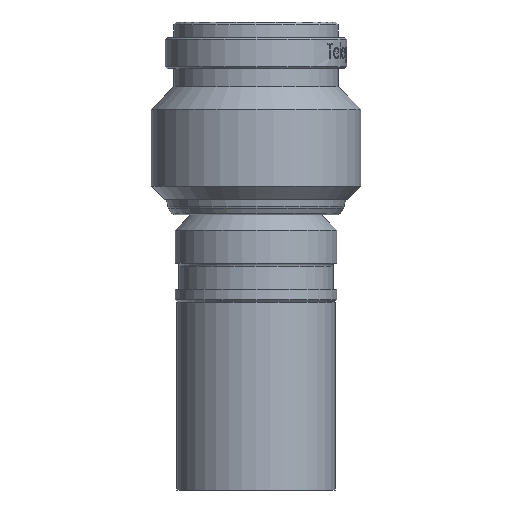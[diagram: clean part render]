
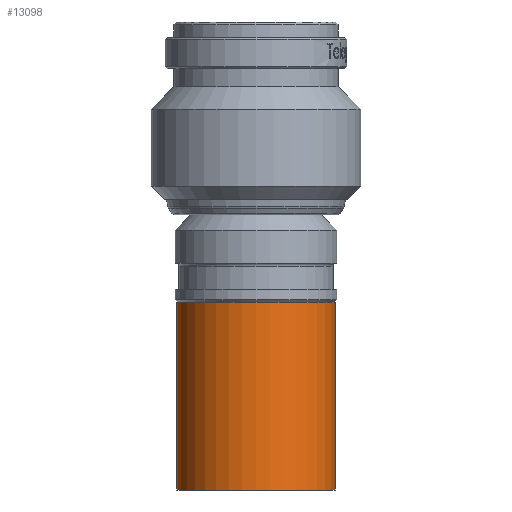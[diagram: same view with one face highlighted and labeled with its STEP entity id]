
A CAD part, front view. The second image highlights one B-rep face of the part: STEP entity #13098.
In plain terms, the highlighted cylindrical face has radius 6.125 mm (diameter 12.25 mm), a partial arc.
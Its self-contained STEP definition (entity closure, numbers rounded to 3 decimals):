
#615 = CARTESIAN_POINT ( 'NONE',  ( 0., 0., -20.382 ) ) ;
#672 = DIRECTION ( 'NONE',  ( 1., 0., 0. ) ) ;
#1399 = CARTESIAN_POINT ( 'NONE',  ( 0., 0., -20.8 ) ) ;
#1404 = EDGE_CURVE ( 'NONE', #1931, #17986, #10465, .T. ) ;
#1485 = ORIENTED_EDGE ( 'NONE', *, *, #10176, .F. ) ;
#1891 = CARTESIAN_POINT ( 'NONE',  ( -6.125, 0., -20.382 ) ) ;
#1931 = VERTEX_POINT ( 'NONE', #8577 ) ;
#2701 = LINE ( 'NONE', #15185, #10380 ) ;
#2745 = CIRCLE ( 'NONE', #17423, 6.125 ) ;
#2819 = DIRECTION ( 'NONE',  ( 1., 0., 0. ) ) ;
#3819 = ORIENTED_EDGE ( 'NONE', *, *, #5157, .T. ) ;
#4366 = LINE ( 'NONE', #1891, #12049 ) ;
#4437 = CARTESIAN_POINT ( 'NONE',  ( -6.125, 0., -35.3 ) ) ;
#4592 = FACE_OUTER_BOUND ( 'NONE', #5594, .T. ) ;
#4729 = VERTEX_POINT ( 'NONE', #8377 ) ;
#4929 = DIRECTION ( 'NONE',  ( 0., 0., 1. ) ) ;
#5157 = EDGE_CURVE ( 'NONE', #4729, #17986, #2701, .T. ) ;
#5469 = CARTESIAN_POINT ( 'NONE',  ( 6.125, 0., -20.8 ) ) ;
#5594 = EDGE_LOOP ( 'NONE', ( #1485, #13386, #3819, #13875 ) ) ;
#5762 = AXIS2_PLACEMENT_3D ( 'NONE', #1399, #11492, #2819 ) ;
#6593 = DIRECTION ( 'NONE',  ( 0., 0., 1. ) ) ;
#6620 = CYLINDRICAL_SURFACE ( 'NONE', #6952, 6.125 ) ;
#6952 = AXIS2_PLACEMENT_3D ( 'NONE', #615, #10694, #672 ) ;
#8377 = CARTESIAN_POINT ( 'NONE',  ( 6.125, 0., -35.3 ) ) ;
#8577 = CARTESIAN_POINT ( 'NONE',  ( -6.125, 0., -20.8 ) ) ;
#10176 = EDGE_CURVE ( 'NONE', #11389, #1931, #4366, .T. ) ;
#10380 = VECTOR ( 'NONE', #6593, 1000. ) ;
#10465 = CIRCLE ( 'NONE', #5762, 6.125 ) ;
#10484 = DIRECTION ( 'NONE',  ( 0., 0., 1. ) ) ;
#10694 = DIRECTION ( 'NONE',  ( 0., 0., 1. ) ) ;
#11389 = VERTEX_POINT ( 'NONE', #4437 ) ;
#11492 = DIRECTION ( 'NONE',  ( 0., 0., 1. ) ) ;
#12049 = VECTOR ( 'NONE', #10484, 1000. ) ;
#13098 = ADVANCED_FACE ( 'NONE', ( #4592 ), #6620, .T. ) ;
#13386 = ORIENTED_EDGE ( 'NONE', *, *, #18401, .T. ) ;
#13553 = CARTESIAN_POINT ( 'NONE',  ( 0., 0., -35.3 ) ) ;
#13875 = ORIENTED_EDGE ( 'NONE', *, *, #1404, .F. ) ;
#14988 = DIRECTION ( 'NONE',  ( 1., 0., 0. ) ) ;
#15185 = CARTESIAN_POINT ( 'NONE',  ( 6.125, 0., -20.382 ) ) ;
#17423 = AXIS2_PLACEMENT_3D ( 'NONE', #13553, #4929, #14988 ) ;
#17986 = VERTEX_POINT ( 'NONE', #5469 ) ;
#18401 = EDGE_CURVE ( 'NONE', #11389, #4729, #2745, .T. ) ;
